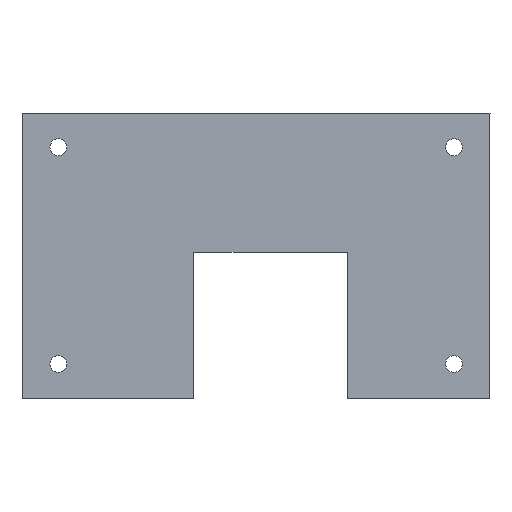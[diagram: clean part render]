
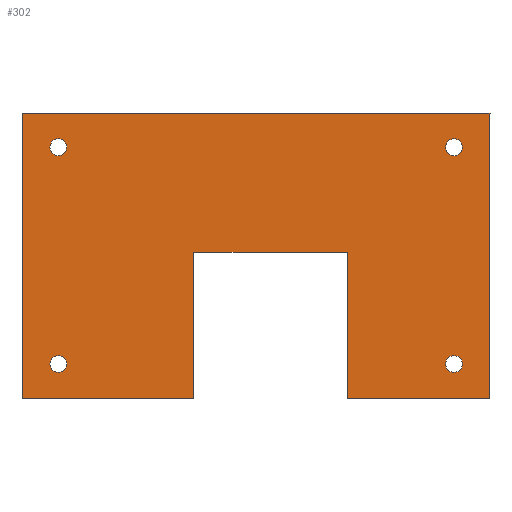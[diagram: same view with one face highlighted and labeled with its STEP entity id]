
A CAD part, top view. The second image highlights one B-rep face of the part: STEP entity #302.
In plain terms, the highlighted planar face has unit normal (0, 0, 1).
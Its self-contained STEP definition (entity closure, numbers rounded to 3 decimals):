
#15=FACE_BOUND('',#63,.T.);
#16=FACE_BOUND('',#64,.T.);
#17=FACE_BOUND('',#65,.T.);
#18=FACE_BOUND('',#66,.T.);
#32=PLANE('',#339);
#47=FACE_OUTER_BOUND('',#62,.T.);
#62=EDGE_LOOP('',(#259,#260,#261,#262,#263,#264,#265,#266,#267));
#63=EDGE_LOOP('',(#268));
#64=EDGE_LOOP('',(#269));
#65=EDGE_LOOP('',(#270));
#66=EDGE_LOOP('',(#271));
#78=LINE('',#452,#109);
#81=LINE('',#458,#112);
#84=LINE('',#464,#115);
#87=LINE('',#470,#118);
#90=LINE('',#476,#121);
#93=LINE('',#482,#124);
#96=LINE('',#488,#127);
#99=LINE('',#494,#130);
#102=LINE('',#498,#133);
#109=VECTOR('',#375,10.);
#112=VECTOR('',#380,10.);
#115=VECTOR('',#385,10.);
#118=VECTOR('',#390,10.);
#121=VECTOR('',#395,10.);
#124=VECTOR('',#400,10.);
#127=VECTOR('',#405,10.);
#130=VECTOR('',#410,10.);
#133=VECTOR('',#415,10.);
#134=CIRCLE('',#319,1.1);
#136=CIRCLE('',#322,1.1);
#138=CIRCLE('',#325,1.1);
#140=CIRCLE('',#328,1.1);
#142=VERTEX_POINT('',#422);
#144=VERTEX_POINT('',#428);
#146=VERTEX_POINT('',#434);
#148=VERTEX_POINT('',#440);
#152=VERTEX_POINT('',#449);
#153=VERTEX_POINT('',#451);
#155=VERTEX_POINT('',#457);
#157=VERTEX_POINT('',#463);
#159=VERTEX_POINT('',#469);
#161=VERTEX_POINT('',#475);
#163=VERTEX_POINT('',#481);
#165=VERTEX_POINT('',#487);
#167=VERTEX_POINT('',#493);
#168=EDGE_CURVE('',#142,#142,#134,.T.);
#171=EDGE_CURVE('',#144,#144,#136,.T.);
#174=EDGE_CURVE('',#146,#146,#138,.T.);
#177=EDGE_CURVE('',#148,#148,#140,.T.);
#182=EDGE_CURVE('',#153,#152,#78,.T.);
#185=EDGE_CURVE('',#155,#153,#81,.T.);
#188=EDGE_CURVE('',#157,#155,#84,.T.);
#191=EDGE_CURVE('',#159,#157,#87,.T.);
#194=EDGE_CURVE('',#161,#159,#90,.T.);
#197=EDGE_CURVE('',#163,#161,#93,.T.);
#200=EDGE_CURVE('',#165,#163,#96,.T.);
#203=EDGE_CURVE('',#167,#165,#99,.T.);
#206=EDGE_CURVE('',#152,#167,#102,.T.);
#259=ORIENTED_EDGE('',*,*,#206,.T.);
#260=ORIENTED_EDGE('',*,*,#203,.T.);
#261=ORIENTED_EDGE('',*,*,#200,.T.);
#262=ORIENTED_EDGE('',*,*,#197,.T.);
#263=ORIENTED_EDGE('',*,*,#194,.T.);
#264=ORIENTED_EDGE('',*,*,#191,.T.);
#265=ORIENTED_EDGE('',*,*,#188,.T.);
#266=ORIENTED_EDGE('',*,*,#185,.T.);
#267=ORIENTED_EDGE('',*,*,#182,.T.);
#268=ORIENTED_EDGE('',*,*,#177,.T.);
#269=ORIENTED_EDGE('',*,*,#174,.T.);
#270=ORIENTED_EDGE('',*,*,#171,.T.);
#271=ORIENTED_EDGE('',*,*,#168,.T.);
#302=ADVANCED_FACE('',(#47,#15,#16,#17,#18),#32,.T.);
#319=AXIS2_PLACEMENT_3D('',#423,#345,#346);
#322=AXIS2_PLACEMENT_3D('',#429,#352,#353);
#325=AXIS2_PLACEMENT_3D('',#435,#359,#360);
#328=AXIS2_PLACEMENT_3D('',#441,#366,#367);
#339=AXIS2_PLACEMENT_3D('',#499,#416,#417);
#345=DIRECTION('center_axis',(0.,0.,-1.));
#346=DIRECTION('ref_axis',(1.,0.,0.));
#352=DIRECTION('center_axis',(0.,0.,-1.));
#353=DIRECTION('ref_axis',(1.,0.,0.));
#359=DIRECTION('center_axis',(0.,0.,-1.));
#360=DIRECTION('ref_axis',(1.,0.,0.));
#366=DIRECTION('center_axis',(0.,0.,-1.));
#367=DIRECTION('ref_axis',(1.,0.,0.));
#375=DIRECTION('',(-1.,0.,0.));
#380=DIRECTION('',(-1.,0.,0.));
#385=DIRECTION('',(0.,1.,0.));
#390=DIRECTION('',(1.,0.,0.));
#395=DIRECTION('',(0.,-1.,0.));
#400=DIRECTION('',(1.,0.,0.));
#405=DIRECTION('',(0.,1.,0.));
#410=DIRECTION('',(1.,0.,0.));
#415=DIRECTION('',(0.,-1.,0.));
#416=DIRECTION('center_axis',(0.,0.,1.));
#417=DIRECTION('ref_axis',(1.,0.,0.));
#422=CARTESIAN_POINT('',(326.887,-183.455,3.));
#423=CARTESIAN_POINT('Origin',(327.987,-183.455,3.));
#428=CARTESIAN_POINT('',(378.424,-155.219,3.));
#429=CARTESIAN_POINT('Origin',(379.524,-155.219,3.));
#434=CARTESIAN_POINT('',(378.424,-183.455,3.));
#435=CARTESIAN_POINT('Origin',(379.524,-183.455,3.));
#440=CARTESIAN_POINT('',(326.887,-155.219,3.));
#441=CARTESIAN_POINT('Origin',(327.987,-155.219,3.));
#449=CARTESIAN_POINT('',(323.251,-150.805,3.));
#451=CARTESIAN_POINT('',(355.638,-150.805,3.));
#452=CARTESIAN_POINT('',(323.251,-150.805,3.));
#457=CARTESIAN_POINT('',(384.213,-150.805,3.));
#458=CARTESIAN_POINT('',(355.638,-150.805,3.));
#463=CARTESIAN_POINT('',(384.213,-187.955,3.));
#464=CARTESIAN_POINT('',(384.213,-187.955,3.));
#469=CARTESIAN_POINT('',(365.638,-187.955,3.));
#470=CARTESIAN_POINT('',(374.688,-187.955,3.));
#475=CARTESIAN_POINT('',(365.638,-168.905,3.));
#476=CARTESIAN_POINT('',(365.638,-187.955,3.));
#481=CARTESIAN_POINT('',(345.638,-168.905,3.));
#482=CARTESIAN_POINT('',(345.638,-168.905,3.));
#487=CARTESIAN_POINT('',(345.638,-187.955,3.));
#488=CARTESIAN_POINT('',(345.638,-187.955,3.));
#493=CARTESIAN_POINT('',(323.251,-187.955,3.));
#494=CARTESIAN_POINT('',(323.251,-187.955,3.));
#498=CARTESIAN_POINT('',(323.251,-159.81,3.));
#499=CARTESIAN_POINT('Origin',(353.732,-169.38,3.));
